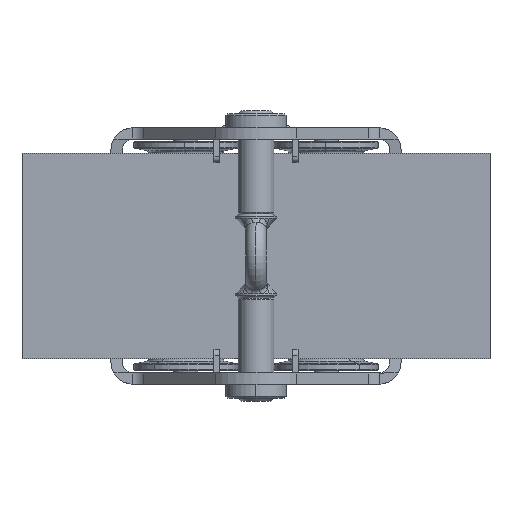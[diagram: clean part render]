
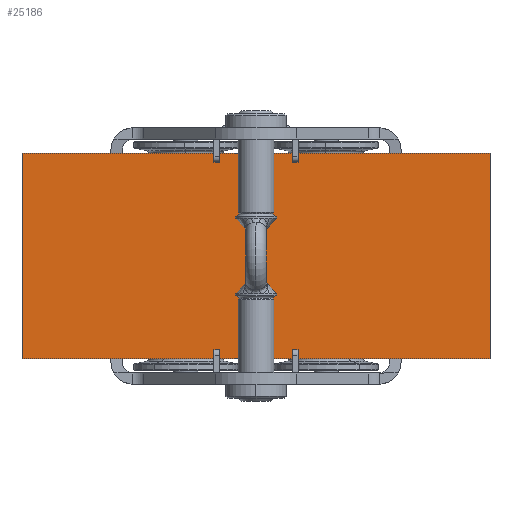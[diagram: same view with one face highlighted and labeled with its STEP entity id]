
A CAD part, front view. The second image highlights one B-rep face of the part: STEP entity #25186.
In plain terms, the highlighted planar face has unit normal (0, -1, 0).
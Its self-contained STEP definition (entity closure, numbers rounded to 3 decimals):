
#381 = AXIS2_PLACEMENT_3D ( 'NONE', #6184, #6569, #18772 ) ;
#615 = EDGE_CURVE ( 'NONE', #17438, #23678, #5917, .T. ) ;
#3023 = VECTOR ( 'NONE', #23617, 1000. ) ;
#5244 = VECTOR ( 'NONE', #35611, 1000. ) ;
#5917 = LINE ( 'NONE', #9526, #15430 ) ;
#6184 = CARTESIAN_POINT ( 'NONE',  ( -250., -110., 110. ) ) ;
#6569 = DIRECTION ( 'NONE',  ( 0., -1., 0. ) ) ;
#8549 = VECTOR ( 'NONE', #11658, 1000. ) ;
#8957 = VERTEX_POINT ( 'NONE', #20350 ) ;
#9460 = ORIENTED_EDGE ( 'NONE', *, *, #615, .T. ) ;
#9526 = CARTESIAN_POINT ( 'NONE',  ( -250., -110., -110. ) ) ;
#10900 = ORIENTED_EDGE ( 'NONE', *, *, #29440, .F. ) ;
#11658 = DIRECTION ( 'NONE',  ( 0., 0., -1. ) ) ;
#13635 = ORIENTED_EDGE ( 'NONE', *, *, #29431, .T. ) ;
#14718 = CARTESIAN_POINT ( 'NONE',  ( 250., -110., -110. ) ) ;
#15430 = VECTOR ( 'NONE', #18578, 1000. ) ;
#15712 = LINE ( 'NONE', #23502, #5244 ) ;
#16021 = FACE_OUTER_BOUND ( 'NONE', #36855, .T. ) ;
#16329 = LINE ( 'NONE', #23516, #3023 ) ;
#17438 = VERTEX_POINT ( 'NONE', #23839 ) ;
#17625 = CARTESIAN_POINT ( 'NONE',  ( -250., -110., 110. ) ) ;
#17974 = CARTESIAN_POINT ( 'NONE',  ( -250., -110., 110. ) ) ;
#18578 = DIRECTION ( 'NONE',  ( 1., 0., 0. ) ) ;
#18772 = DIRECTION ( 'NONE',  ( 0., 0., -1. ) ) ;
#20350 = CARTESIAN_POINT ( 'NONE',  ( 250., -110., 110. ) ) ;
#20451 = ORIENTED_EDGE ( 'NONE', *, *, #35174, .F. ) ;
#23502 = CARTESIAN_POINT ( 'NONE',  ( 250., -110., 110. ) ) ;
#23516 = CARTESIAN_POINT ( 'NONE',  ( -250., -110., 110. ) ) ;
#23617 = DIRECTION ( 'NONE',  ( 1., 0., 0. ) ) ;
#23678 = VERTEX_POINT ( 'NONE', #14718 ) ;
#23785 = LINE ( 'NONE', #17625, #8549 ) ;
#23839 = CARTESIAN_POINT ( 'NONE',  ( -250., -110., -110. ) ) ;
#24764 = PLANE ( 'NONE',  #381 ) ;
#25186 = ADVANCED_FACE ( 'NONE', ( #16021 ), #24764, .T. ) ;
#29431 = EDGE_CURVE ( 'NONE', #31767, #17438, #23785, .T. ) ;
#29440 = EDGE_CURVE ( 'NONE', #8957, #23678, #15712, .T. ) ;
#31767 = VERTEX_POINT ( 'NONE', #17974 ) ;
#35174 = EDGE_CURVE ( 'NONE', #31767, #8957, #16329, .T. ) ;
#35611 = DIRECTION ( 'NONE',  ( 0., 0., -1. ) ) ;
#36855 = EDGE_LOOP ( 'NONE', ( #10900, #20451, #13635, #9460 ) ) ;
